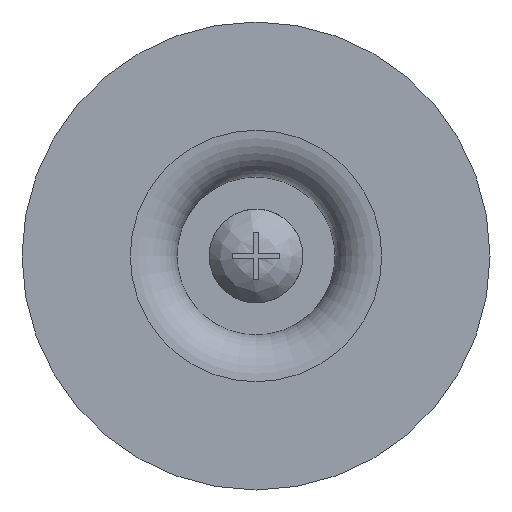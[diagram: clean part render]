
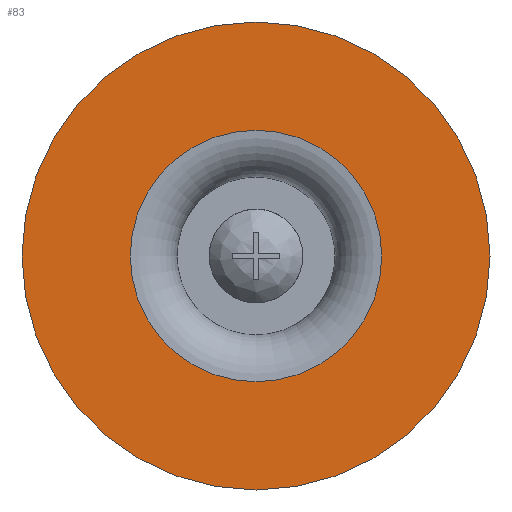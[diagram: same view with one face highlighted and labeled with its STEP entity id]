
A CAD part, front view. The second image highlights one B-rep face of the part: STEP entity #83.
In plain terms, the highlighted planar face has unit normal (0, -1, 0).
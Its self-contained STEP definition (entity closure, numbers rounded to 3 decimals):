
#83 = ADVANCED_FACE( '', ( #200, #201 ), #202, .F. );
#200 = FACE_BOUND( '', #389, .T. );
#201 = FACE_OUTER_BOUND( '', #390, .T. );
#202 = PLANE( '', #391 );
#389 = EDGE_LOOP( '', ( #574 ) );
#390 = EDGE_LOOP( '', ( #575 ) );
#391 = AXIS2_PLACEMENT_3D( '', #576, #577, #578 );
#574 = ORIENTED_EDGE( '', *, *, #911, .F. );
#575 = ORIENTED_EDGE( '', *, *, #912, .T. );
#576 = CARTESIAN_POINT( '', ( 20., 0., 0. ) );
#577 = DIRECTION( '', ( 0., 1., 0. ) );
#578 = DIRECTION( '', ( 0., 0., 1. ) );
#911 = EDGE_CURVE( '', #1078, #1078, #1079, .T. );
#912 = EDGE_CURVE( '', #1080, #1080, #1081, .T. );
#1078 = VERTEX_POINT( '', #1396 );
#1079 = CIRCLE( '', #1397, 10.75 );
#1080 = VERTEX_POINT( '', #1398 );
#1081 = CIRCLE( '', #1399, 20. );
#1396 = CARTESIAN_POINT( '', ( 0., 0., -10.75 ) );
#1397 = AXIS2_PLACEMENT_3D( '', #1610, #1611, #1612 );
#1398 = CARTESIAN_POINT( '', ( 0., 0., -20. ) );
#1399 = AXIS2_PLACEMENT_3D( '', #1613, #1614, #1615 );
#1610 = CARTESIAN_POINT( '', ( 0., 0., 0. ) );
#1611 = DIRECTION( '', ( 0., -1., 0. ) );
#1612 = DIRECTION( '', ( 0., 0., -1. ) );
#1613 = CARTESIAN_POINT( '', ( 0., 0., 0. ) );
#1614 = DIRECTION( '', ( 0., -1., 0. ) );
#1615 = DIRECTION( '', ( 0., 0., -1. ) );
